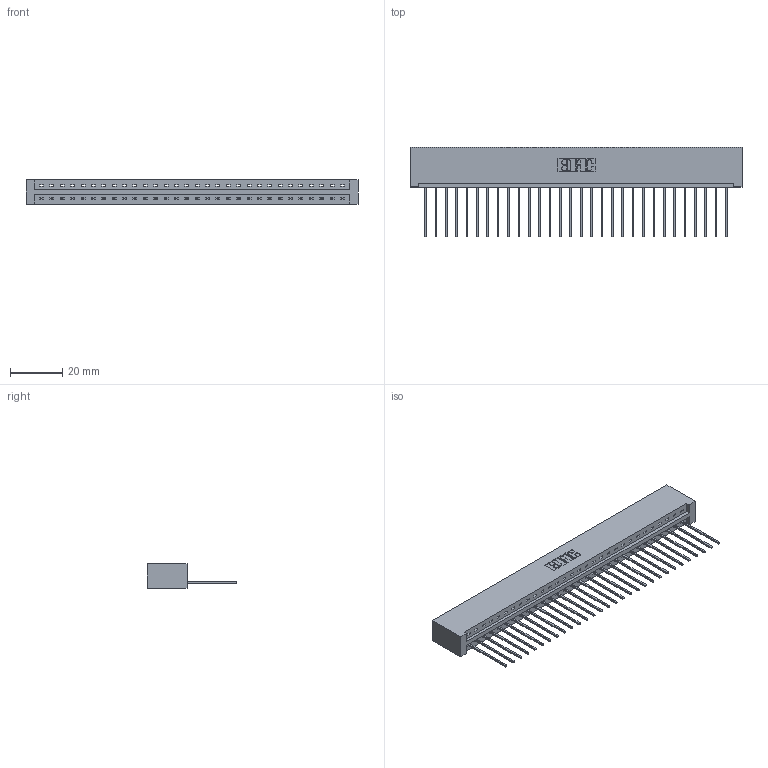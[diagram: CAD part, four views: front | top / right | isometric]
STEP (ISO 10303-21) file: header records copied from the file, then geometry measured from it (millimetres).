
FILE_DESCRIPTION (( 'STEP AP203' ), '1' );
FILE_NAME ('387-030-541-101.STEP', '2019-10-03T18:16:20', ( '' ), ( '' ), 'SwSTEP 2.0', 'SolidWorks 2016', '' );
FILE_SCHEMA (( 'CONFIG_CONTROL_DESIGN' ));
Length unit declared in the file: inch
Products named in the file (3): 387-030-541-101; 337 Part_No Mounting Lugs; 345-292-001_345-293-141
Assembly tree (31 placements, depth 2):
  387-030-541-101
    337 Part_No Mounting Lugs
    345-292-001_345-293-141  x30
Bounding box: 126.75 x 34.3 x 9.4 mm (x, y, z)
Volume: 13860.7 mm3; surface area: 14846.7 mm2
Topology: 31 solids, 31 shells, 1966 faces, 5927 edges, 3910 vertices
Faces by surface type: plane 1446, cylinder 520
Entity records: 23593 total; most frequent: CARTESIAN_POINT 4116, ORIENTED_EDGE 4082, DIRECTION 3481, EDGE_CURVE 2041, LINE 1921, VECTOR 1921, VERTEX_POINT 1358, AXIS2_PLACEMENT_3D 780
